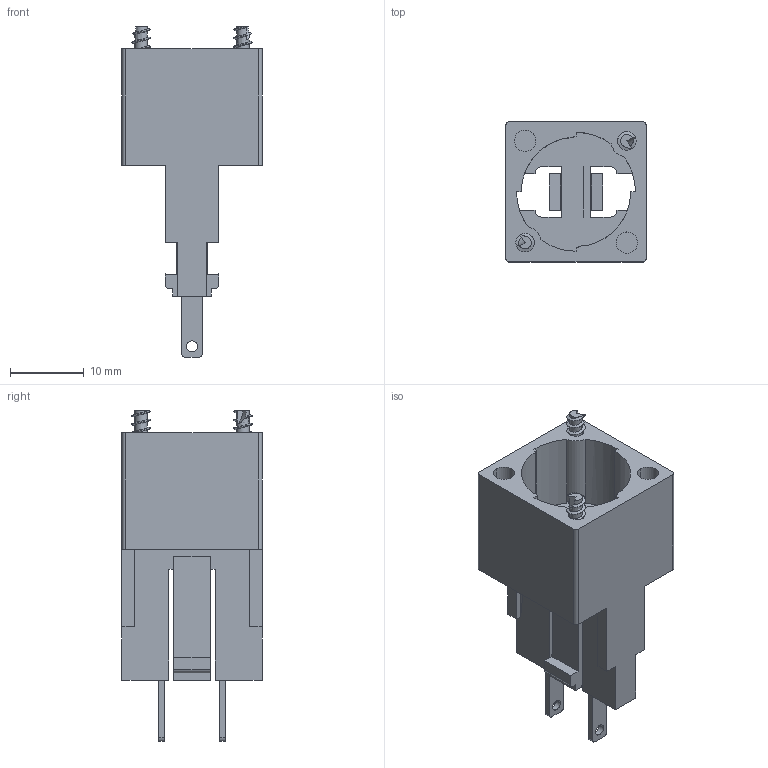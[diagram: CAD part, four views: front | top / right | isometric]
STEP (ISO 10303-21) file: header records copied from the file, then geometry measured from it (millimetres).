
FILE_DESCRIPTION(('STEP AP214'),'1');
FILE_NAME('cctmp_4996CB86-C19C-4EBF-9FCC-B8C58B6DB25F_2023_08_14_22_14_58_0461..stp','2023-08-14T20:14:59',('SIEMENS A&D'),('CADClick - www.CADClick.com'),'Spatial InterOp 3D postprocessed',' ','unknown authorization');
FILE_SCHEMA(('AUTOMOTIVE_DESIGN'));
Length unit declared in the file: millimetre
Products named in the file (1): 2023_08_14_22_14_58_0436
Bounding box: 19 x 19 x 44.8 mm (x, y, z)
Volume: 4364.2 mm3; surface area: 4746.7 mm2
Topology: 1 solids, 2 shells, 521 faces, 1462 edges, 972 vertices
Faces by surface type: plane 252, bspline 158, cylinder 107, cone 4
Entity records: 26982 total; most frequent: CARTESIAN_POINT 13334, ORIENTED_EDGE 2924, DIRECTION 1843, EDGE_CURVE 1462, VERTEX_POINT 972, LINE 851, VECTOR 851, EDGE_LOOP 560
